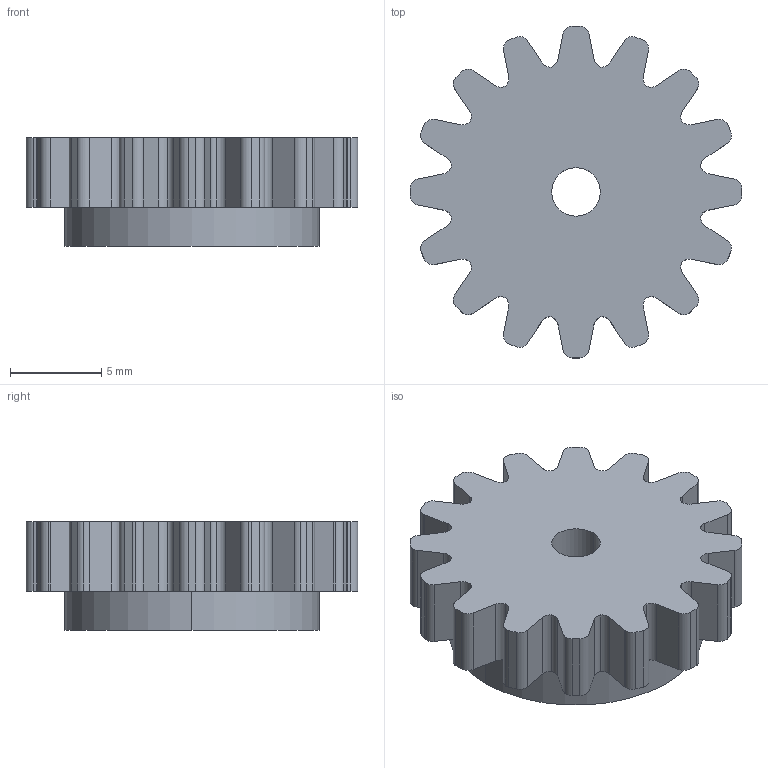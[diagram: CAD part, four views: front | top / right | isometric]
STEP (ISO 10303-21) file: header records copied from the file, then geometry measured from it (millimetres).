
FILE_DESCRIPTION (( 'STEP AP203' ), '1' );
FILE_NAME ('Servo Gear.STEP', '2024-08-06T15:52:53', ( '' ), ( '' ), 'SwSTEP 2.0', 'SolidWorks 2023', '' );
FILE_SCHEMA (( 'CONFIG_CONTROL_DESIGN' ));
Length unit declared in the file: inch
Products named in the file (1): Servo Gear
Bounding box: 18.21 x 18.21 x 5.97 mm (x, y, z)
Volume: 1047.7 mm3; surface area: 942.2 mm2
Topology: 1 solids, 1 shells, 134 faces, 390 edges, 260 vertices
Faces by surface type: cylinder 82, plane 52
Entity records: 4581 total; most frequent: DIRECTION 824, CARTESIAN_POINT 785, ORIENTED_EDGE 780, EDGE_CURVE 390, AXIS2_PLACEMENT_3D 299, VERTEX_POINT 260, LINE 226, VECTOR 226
